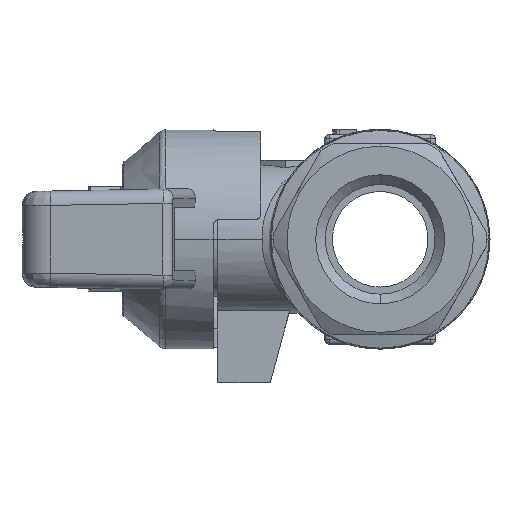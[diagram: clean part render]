
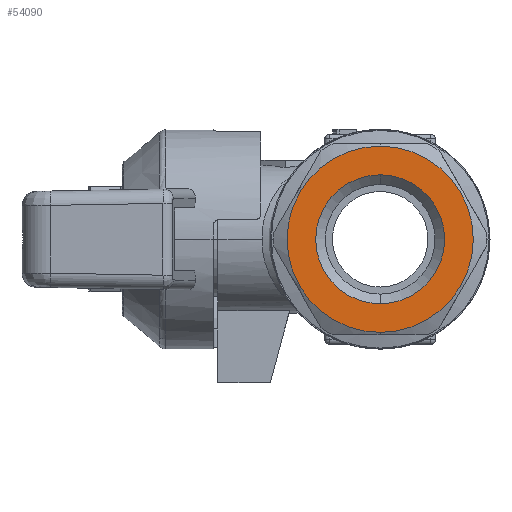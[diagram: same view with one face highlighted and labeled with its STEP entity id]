
A CAD part, left-side view. The second image highlights one B-rep face of the part: STEP entity #54090.
In plain terms, the highlighted face is planar.
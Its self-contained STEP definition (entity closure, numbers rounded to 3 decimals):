
#53150=CARTESIAN_POINT('',(27.5,0.,0.));
#53160=DIRECTION('',(-1.,0.,0.));
#53170=DIRECTION('',(0.,1.,0.));
#53180=AXIS2_PLACEMENT_3D('',#53150,#53160,#53170);
#53190=CIRCLE('',#53180,6.75);
#53200=CARTESIAN_POINT('',(27.5,6.75,0.));
#53210=VERTEX_POINT('',#53200);
#53220=CARTESIAN_POINT('',(27.5,0.,-6.75));
#53230=VERTEX_POINT('',#53220);
#53240=EDGE_CURVE('',#53210,#53230,#53190,.T.);
#53410=CARTESIAN_POINT('',(27.5,0.,6.75));
#53420=VERTEX_POINT('',#53410);
#53450=EDGE_CURVE('',#53420,#53210,#53190,.T.);
#53830=CARTESIAN_POINT('',(27.5,-8.375,0.));
#53840=DIRECTION('',(1.,0.,0.));
#53850=DIRECTION('',(0.,1.,0.));
#53860=AXIS2_PLACEMENT_3D('',#53830,#53840,#53850);
#53870=PLANE('',#53860);
#53880=CARTESIAN_POINT('',(27.5,0.,0.));
#53890=DIRECTION('',(1.,0.,0.));
#53900=DIRECTION('',(0.,1.,0.));
#53910=AXIS2_PLACEMENT_3D('',#53880,#53890,#53900);
#53920=CIRCLE('',#53910,9.75);
#53930=CARTESIAN_POINT('',(27.5,0.,-9.75));
#53940=VERTEX_POINT('',#53930);
#53950=CARTESIAN_POINT('',(27.5,0.,9.75));
#53960=VERTEX_POINT('',#53950);
#53970=EDGE_CURVE('',#53940,#53960,#53920,.T.);
#53980=ORIENTED_EDGE('',*,*,#53970,.T.);
#53990=EDGE_CURVE('',#53960,#53940,#53920,.T.);
#54000=ORIENTED_EDGE('',*,*,#53990,.T.);
#54010=EDGE_LOOP('',(#54000,#53980));
#54020=FACE_OUTER_BOUND('',#54010,.T.);
#54030=EDGE_CURVE('',#53230,#53420,#53190,.T.);
#54040=ORIENTED_EDGE('',*,*,#54030,.T.);
#54050=ORIENTED_EDGE('',*,*,#53240,.T.);
#54060=ORIENTED_EDGE('',*,*,#53450,.T.);
#54070=EDGE_LOOP('',(#54060,#54050,#54040));
#54080=FACE_BOUND('',#54070,.T.);
#54090=ADVANCED_FACE('',(#54020,#54080),#53870,.T.);
